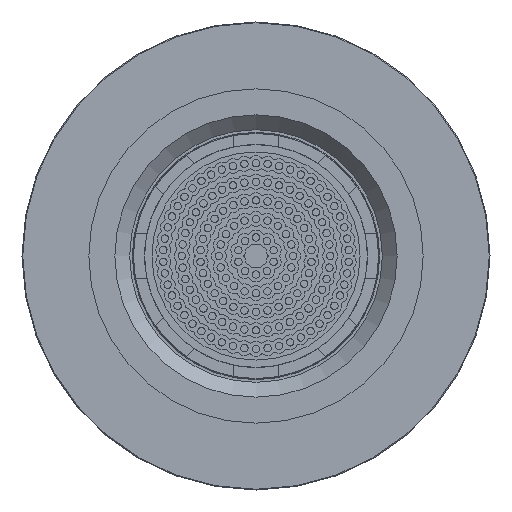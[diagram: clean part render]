
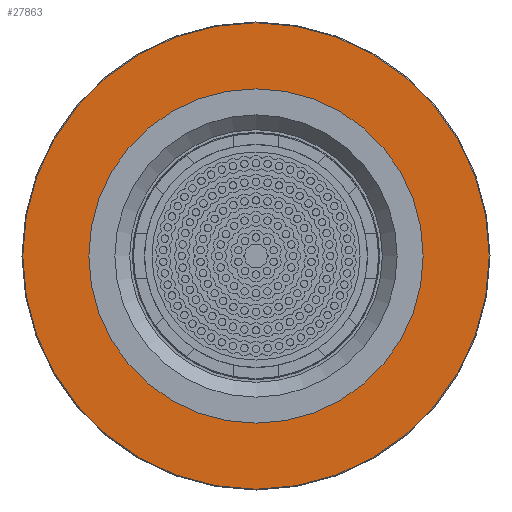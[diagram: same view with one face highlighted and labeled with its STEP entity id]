
A CAD part, front view. The second image highlights one B-rep face of the part: STEP entity #27863.
In plain terms, the highlighted planar face has unit normal (0, -1, 0).
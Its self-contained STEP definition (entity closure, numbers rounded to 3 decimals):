
#1283 = CARTESIAN_POINT ( 'NONE',  ( 0., 184.945, 22.5 ) ) ;
#1434 = VERTEX_POINT ( 'NONE', #8123 ) ;
#1856 = CARTESIAN_POINT ( 'NONE',  ( 0., 184.945, 0. ) ) ;
#2012 = DIRECTION ( 'NONE',  ( 0., 0., -1. ) ) ;
#2941 = EDGE_CURVE ( 'NONE', #1434, #1434, #19919, .T. ) ;
#6525 = DIRECTION ( 'NONE',  ( 0., -1., 0. ) ) ;
#7386 = AXIS2_PLACEMENT_3D ( 'NONE', #13062, #6525, #2012 ) ;
#7430 = VERTEX_POINT ( 'NONE', #1283 ) ;
#7503 = DIRECTION ( 'NONE',  ( 0., 1., 0. ) ) ;
#8123 = CARTESIAN_POINT ( 'NONE',  ( 0., 184.945, -31.4 ) ) ;
#10880 = AXIS2_PLACEMENT_3D ( 'NONE', #27866, #7503, #18549 ) ;
#12402 = ORIENTED_EDGE ( 'NONE', *, *, #2941, .T. ) ;
#12614 = DIRECTION ( 'NONE',  ( 0., 0., -1. ) ) ;
#13062 = CARTESIAN_POINT ( 'NONE',  ( 0., 184.945, 0. ) ) ;
#13079 = EDGE_LOOP ( 'NONE', ( #26562 ) ) ;
#15231 = DIRECTION ( 'NONE',  ( 0., -1., 0. ) ) ;
#15965 = AXIS2_PLACEMENT_3D ( 'NONE', #1856, #15231, #12614 ) ;
#18549 = DIRECTION ( 'NONE',  ( 0., 0., 1. ) ) ;
#19247 = CIRCLE ( 'NONE', #10880, 22.5 ) ;
#19718 = PLANE ( 'NONE',  #15965 ) ;
#19919 = CIRCLE ( 'NONE', #7386, 31.4 ) ;
#23803 = FACE_BOUND ( 'NONE', #13079, .T. ) ;
#26562 = ORIENTED_EDGE ( 'NONE', *, *, #28126, .T. ) ;
#26835 = EDGE_LOOP ( 'NONE', ( #12402 ) ) ;
#27863 = ADVANCED_FACE ( 'NONE', ( #28173, #23803 ), #19718, .T. ) ;
#27866 = CARTESIAN_POINT ( 'NONE',  ( 0., 184.945, 0. ) ) ;
#28126 = EDGE_CURVE ( 'NONE', #7430, #7430, #19247, .T. ) ;
#28173 = FACE_OUTER_BOUND ( 'NONE', #26835, .T. ) ;
